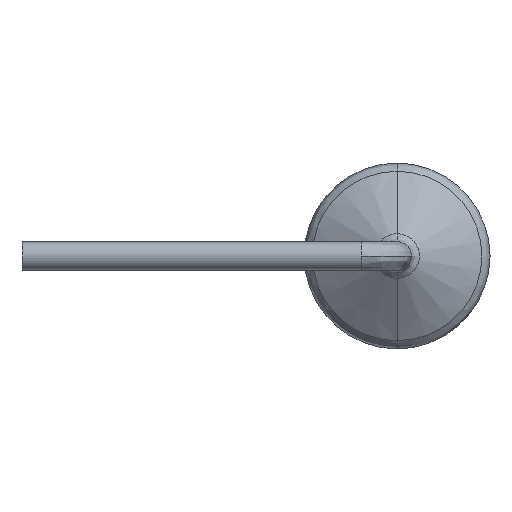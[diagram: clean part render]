
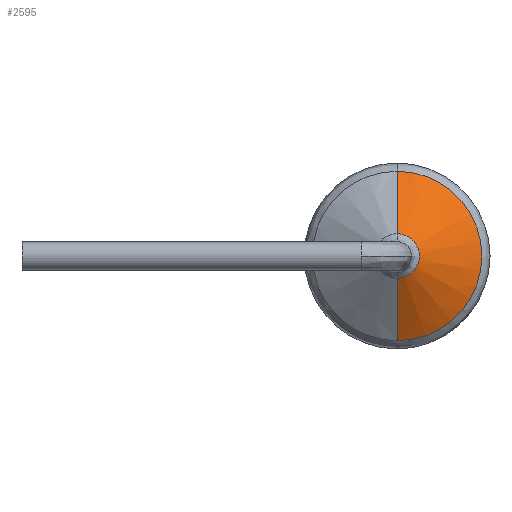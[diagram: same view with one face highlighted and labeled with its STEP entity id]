
A CAD part, left-side view. The second image highlights one B-rep face of the part: STEP entity #2595.
In plain terms, the highlighted conical face has half-angle 57.086 degrees and reference radius 2.372 mm.
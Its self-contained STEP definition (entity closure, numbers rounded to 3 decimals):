
#57 = DIRECTION ( 'NONE',  ( 1., 0., 0. ) ) ;
#63 = DIRECTION ( 'NONE',  ( 0., 1., 0. ) ) ;
#93 = CIRCLE ( 'NONE', #1111, 2.372 ) ;
#158 = VECTOR ( 'NONE', #1300, 1000. ) ;
#186 = LINE ( 'NONE', #423, #158 ) ;
#250 = CIRCLE ( 'NONE', #1036, 0.623 ) ;
#310 = DIRECTION ( 'NONE',  ( 0., 0., -1. ) ) ;
#328 = ORIENTED_EDGE ( 'NONE', *, *, #900, .T. ) ;
#423 = CARTESIAN_POINT ( 'NONE',  ( -8.27, 0., -2.372 ) ) ;
#567 = VERTEX_POINT ( 'NONE', #2856 ) ;
#661 = DIRECTION ( 'NONE',  ( 1., 0., 0. ) ) ;
#685 = CARTESIAN_POINT ( 'NONE',  ( -8.27, 0., 0. ) ) ;
#771 = ORIENTED_EDGE ( 'NONE', *, *, #1547, .F. ) ;
#773 = CONICAL_SURFACE ( 'NONE', #1735, 2.372, 0.996 ) ;
#869 = EDGE_CURVE ( 'NONE', #1176, #567, #250, .T. ) ;
#900 = EDGE_CURVE ( 'NONE', #567, #1558, #186, .T. ) ;
#922 = VECTOR ( 'NONE', #2254, 1000. ) ;
#924 = LINE ( 'NONE', #2223, #922 ) ;
#1036 = AXIS2_PLACEMENT_3D ( 'NONE', #1905, #57, #63 ) ;
#1071 = EDGE_CURVE ( 'NONE', #1463, #1558, #93, .T. ) ;
#1111 = AXIS2_PLACEMENT_3D ( 'NONE', #2012, #1297, #1290 ) ;
#1176 = VERTEX_POINT ( 'NONE', #2139 ) ;
#1290 = DIRECTION ( 'NONE',  ( 0., 0., -1. ) ) ;
#1297 = DIRECTION ( 'NONE',  ( 1., 0., 0. ) ) ;
#1300 = DIRECTION ( 'NONE',  ( 0.543, 0., -0.839 ) ) ;
#1463 = VERTEX_POINT ( 'NONE', #2120 ) ;
#1547 = EDGE_CURVE ( 'NONE', #1176, #1463, #924, .T. ) ;
#1558 = VERTEX_POINT ( 'NONE', #2248 ) ;
#1709 = ORIENTED_EDGE ( 'NONE', *, *, #1071, .F. ) ;
#1735 = AXIS2_PLACEMENT_3D ( 'NONE', #685, #661, #310 ) ;
#1905 = CARTESIAN_POINT ( 'NONE',  ( -9.401, 0., 0. ) ) ;
#2012 = CARTESIAN_POINT ( 'NONE',  ( -8.27, 0., 0. ) ) ;
#2120 = CARTESIAN_POINT ( 'NONE',  ( -8.27, 0., 2.372 ) ) ;
#2139 = CARTESIAN_POINT ( 'NONE',  ( -9.401, 0., 0.623 ) ) ;
#2223 = CARTESIAN_POINT ( 'NONE',  ( -8.27, 0., 2.372 ) ) ;
#2230 = ORIENTED_EDGE ( 'NONE', *, *, #869, .T. ) ;
#2248 = CARTESIAN_POINT ( 'NONE',  ( -8.27, 0., -2.372 ) ) ;
#2254 = DIRECTION ( 'NONE',  ( 0.543, 0., 0.839 ) ) ;
#2405 = EDGE_LOOP ( 'NONE', ( #771, #2230, #328, #1709 ) ) ;
#2559 = FACE_OUTER_BOUND ( 'NONE', #2405, .T. ) ;
#2595 = ADVANCED_FACE ( 'NONE', ( #2559 ), #773, .T. ) ;
#2856 = CARTESIAN_POINT ( 'NONE',  ( -9.401, 0., -0.623 ) ) ;
